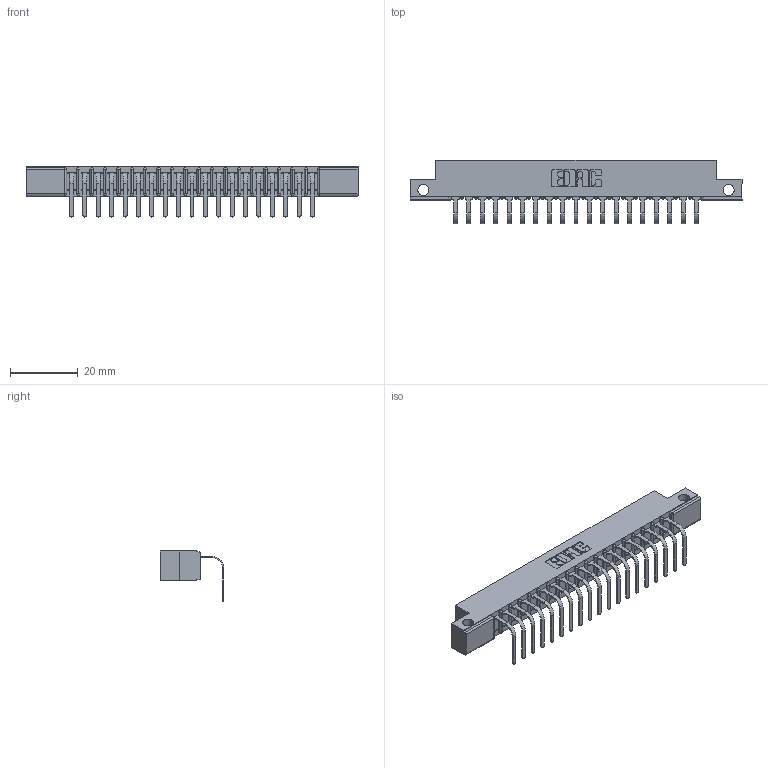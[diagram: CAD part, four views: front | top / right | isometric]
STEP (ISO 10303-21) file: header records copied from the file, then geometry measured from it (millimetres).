
FILE_DESCRIPTION (( 'STEP AP203' ), '1' );
FILE_NAME ('357-019-558-112.STEP', '2022-07-13T21:12:37', ( '' ), ( '' ), 'SwSTEP 2.0', 'SolidWorks 2020', '' );
FILE_SCHEMA (( 'CONFIG_CONTROL_DESIGN' ));
Length unit declared in the file: inch
Products named in the file (3): 307-290-001_558 - 2 (Single); 357-019-558-112; 307 Part_.128 Dia Side Mounting Holes
Assembly tree (20 placements, depth 2):
  357-019-558-112
    307 Part_.128 Dia Side Mounting Holes
    307-290-001_558 - 2 (Single)  x19
Bounding box: 98.3 x 18.78 x 14.81 mm (x, y, z)
Volume: 6216 mm3; surface area: 9847.1 mm2
Topology: 20 solids, 20 shells, 1278 faces, 3629 edges, 2338 vertices
Faces by surface type: plane 811, cylinder 427, sphere 40
Entity records: 19230 total; most frequent: CARTESIAN_POINT 3232, ORIENTED_EDGE 3218, DIRECTION 3157, EDGE_CURVE 1609, LINE 1223, VECTOR 1223, VERTEX_POINT 1042, AXIS2_PLACEMENT_3D 967
